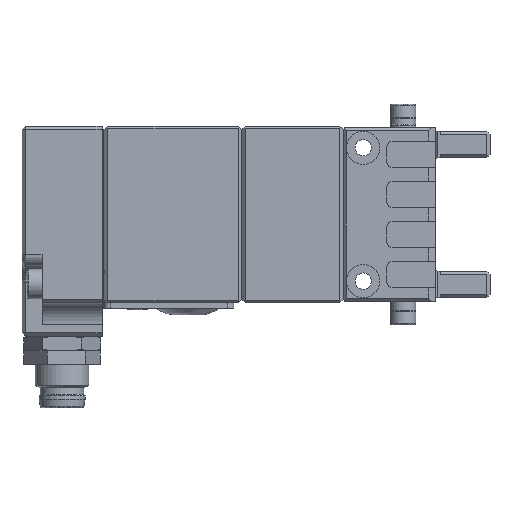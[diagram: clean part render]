
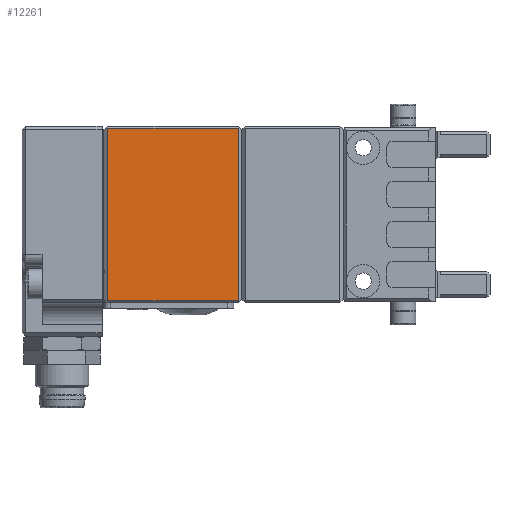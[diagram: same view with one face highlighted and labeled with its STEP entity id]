
A CAD part, left-side view. The second image highlights one B-rep face of the part: STEP entity #12261.
In plain terms, the highlighted face is planar.
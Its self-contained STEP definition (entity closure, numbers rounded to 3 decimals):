
#321=PLANE('',#13292);
#1225=FACE_OUTER_BOUND('',#1929,.T.);
#1929=EDGE_LOOP('',(#9212,#9213,#9214,#9215));
#2567=LINE('',#17893,#3797);
#2869=LINE('',#18651,#4099);
#2979=LINE('',#18858,#4209);
#2980=LINE('',#18859,#4210);
#3797=VECTOR('',#14296,1000.);
#4099=VECTOR('',#14966,1000.);
#4209=VECTOR('',#15114,1000.);
#4210=VECTOR('',#15115,1000.);
#5509=VERTEX_POINT('',#17890);
#5510=VERTEX_POINT('',#17892);
#5779=VERTEX_POINT('',#18643);
#5782=VERTEX_POINT('',#18649);
#6677=EDGE_CURVE('',#5509,#5510,#2567,.T.);
#7049=EDGE_CURVE('',#5779,#5782,#2869,.T.);
#7161=EDGE_CURVE('',#5779,#5509,#2979,.T.);
#7162=EDGE_CURVE('',#5782,#5510,#2980,.T.);
#9212=ORIENTED_EDGE('',*,*,#6677,.F.);
#9213=ORIENTED_EDGE('',*,*,#7161,.F.);
#9214=ORIENTED_EDGE('',*,*,#7049,.T.);
#9215=ORIENTED_EDGE('',*,*,#7162,.T.);
#12261=ADVANCED_FACE('',(#1225),#321,.F.);
#13292=AXIS2_PLACEMENT_3D('',#18857,#15112,#15113);
#14296=DIRECTION('',(-1.,0.,0.));
#14966=DIRECTION('',(-1.,0.,0.));
#15112=DIRECTION('center_axis',(0.,0.,-1.));
#15113=DIRECTION('ref_axis',(-1.,0.,0.));
#15114=DIRECTION('',(0.,-1.,0.));
#15115=DIRECTION('',(0.,-1.,0.));
#17890=CARTESIAN_POINT('',(12.95,23.596,9.));
#17892=CARTESIAN_POINT('',(-12.95,23.596,9.));
#17893=CARTESIAN_POINT('',(13.25,23.596,9.));
#18643=CARTESIAN_POINT('',(12.95,43.2,9.));
#18649=CARTESIAN_POINT('',(-12.95,43.2,9.));
#18651=CARTESIAN_POINT('',(13.25,43.2,9.));
#18857=CARTESIAN_POINT('Origin',(-12.95,72.7,9.));
#18858=CARTESIAN_POINT('',(12.95,72.7,9.));
#18859=CARTESIAN_POINT('',(-12.95,72.7,9.));
